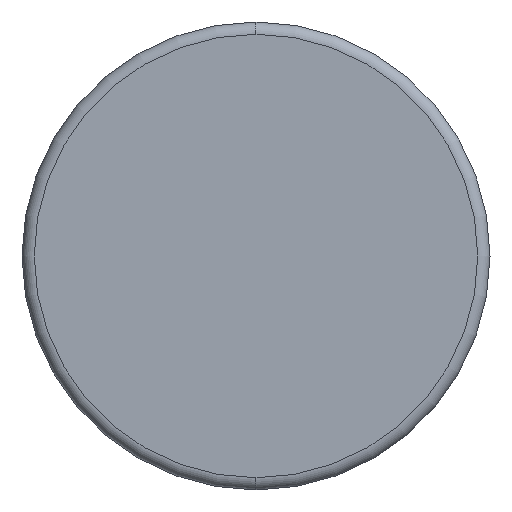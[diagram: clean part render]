
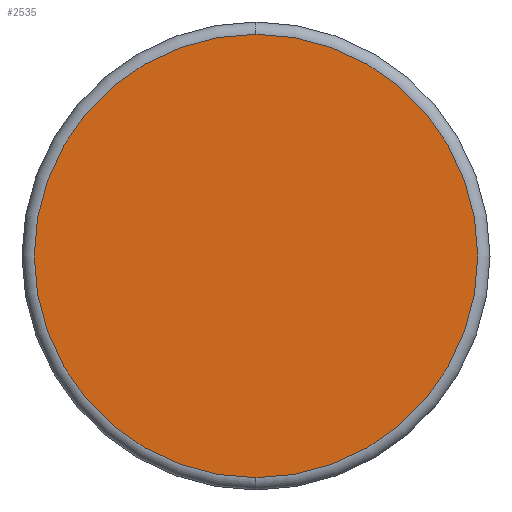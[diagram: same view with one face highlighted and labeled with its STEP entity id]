
A CAD part, left-side view. The second image highlights one B-rep face of the part: STEP entity #2535.
In plain terms, the highlighted planar face has unit normal (-1, 0, 0).
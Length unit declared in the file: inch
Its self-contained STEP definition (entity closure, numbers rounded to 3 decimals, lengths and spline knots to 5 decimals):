
#31 = DIRECTION ( 'NONE',  ( 0., 0., -1. ) ) ;
#321 = CARTESIAN_POINT ( 'NONE',  ( 0., 0., -0.453 ) ) ;
#334 = AXIS2_PLACEMENT_3D ( 'NONE', #479, #723, #31 ) ;
#479 = CARTESIAN_POINT ( 'NONE',  ( 0., 0.478, 0. ) ) ;
#691 = ORIENTED_EDGE ( 'NONE', *, *, #1818, .T. ) ;
#723 = DIRECTION ( 'NONE',  ( 1., 0., 0. ) ) ;
#817 = ORIENTED_EDGE ( 'NONE', *, *, #1442, .T. ) ;
#899 = DIRECTION ( 'NONE',  ( 0., 0., -1. ) ) ;
#1033 = AXIS2_PLACEMENT_3D ( 'NONE', #2057, #1646, #899 ) ;
#1442 = EDGE_CURVE ( 'NONE', #1906, #2821, #2246, .T. ) ;
#1447 = CARTESIAN_POINT ( 'NONE',  ( 0., 0., 0.453 ) ) ;
#1646 = DIRECTION ( 'NONE',  ( -1., 0., 0. ) ) ;
#1671 = EDGE_LOOP ( 'NONE', ( #817, #691 ) ) ;
#1818 = EDGE_CURVE ( 'NONE', #2821, #1906, #2324, .T. ) ;
#1844 = DIRECTION ( 'NONE',  ( 0., 0., -1. ) ) ;
#1906 = VERTEX_POINT ( 'NONE', #321 ) ;
#2057 = CARTESIAN_POINT ( 'NONE',  ( 0., 0., 0. ) ) ;
#2246 = CIRCLE ( 'NONE', #1033, 0.453 ) ;
#2288 = DIRECTION ( 'NONE',  ( -1., 0., 0. ) ) ;
#2324 = CIRCLE ( 'NONE', #2473, 0.453 ) ;
#2473 = AXIS2_PLACEMENT_3D ( 'NONE', #2739, #2288, #1844 ) ;
#2535 = ADVANCED_FACE ( 'NONE', ( #2800 ), #2788, .F. ) ;
#2739 = CARTESIAN_POINT ( 'NONE',  ( 0., 0., 0. ) ) ;
#2788 = PLANE ( 'NONE',  #334 ) ;
#2800 = FACE_OUTER_BOUND ( 'NONE', #1671, .T. ) ;
#2821 = VERTEX_POINT ( 'NONE', #1447 ) ;
